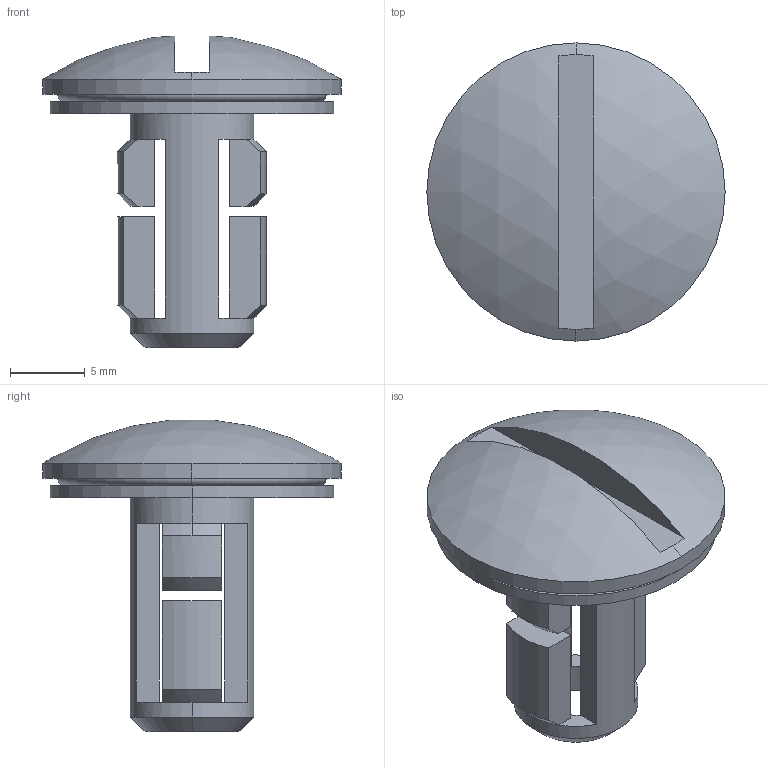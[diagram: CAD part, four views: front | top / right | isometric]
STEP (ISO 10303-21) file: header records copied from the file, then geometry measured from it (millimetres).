
FILE_DESCRIPTION (( 'STEP AP203' ), '1' );
FILE_NAME ('C-30-BC-10.STEP', '2019-07-30T02:43:24', ( '' ), ( '' ), 'SwSTEP 2.0', 'SolidWorks 2014', '' );
FILE_SCHEMA (( 'CONFIG_CONTROL_DESIGN' ));
Length unit declared in the file: millimetre
Products named in the file (3): CP-30-BC-10僱僕僉儍僢僾_; CP-30-BC-10僷僢僉儞_; C-30-BC-10
Assembly tree (2 placements, depth 2):
  C-30-BC-10
    CP-30-BC-10僱僕僉儍僢僾_
    CP-30-BC-10僷僢僉儞_
Bounding box: 20 x 20 x 20.91 mm (x, y, z)
Volume: 1389.8 mm3; surface area: 2135 mm2
Topology: 2 solids, 2 shells, 77 faces, 203 edges, 130 vertices
Faces by surface type: plane 42, cylinder 16, cone 11, torus 6, sphere 2
Entity records: 2734 total; most frequent: CARTESIAN_POINT 451, DIRECTION 451, ORIENTED_EDGE 406, EDGE_CURVE 203, AXIS2_PLACEMENT_3D 178, VERTEX_POINT 130, CIRCLE 96, LINE 95
